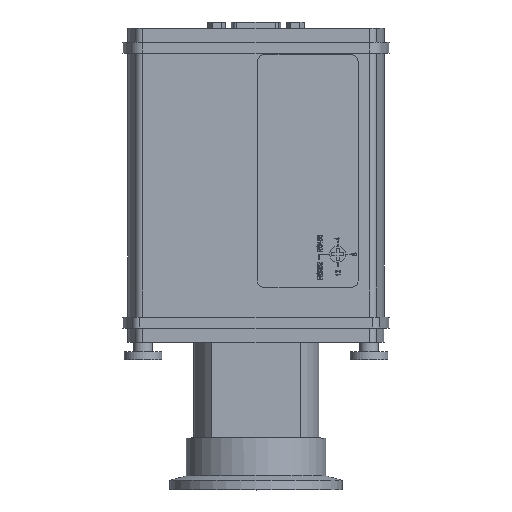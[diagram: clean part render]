
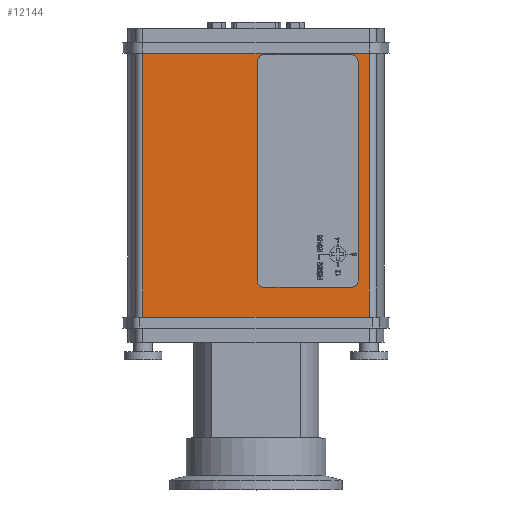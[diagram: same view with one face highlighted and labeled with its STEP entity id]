
A CAD part, top view. The second image highlights one B-rep face of the part: STEP entity #12144.
In plain terms, the highlighted planar face has unit normal (0, 0, 1).
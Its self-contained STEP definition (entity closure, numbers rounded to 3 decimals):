
#11574=CARTESIAN_POINT('',(-36.056,92.0,16.0));
#11575=VERTEX_POINT('',#11574);
#11583=CARTESIAN_POINT('',(36.056,92.0,16.0));
#11584=VERTEX_POINT('',#11583);
#11585=CARTESIAN_POINT('',(36.056,92.0,16.0));
#11586=DIRECTION('',(-1.0,0.0,0.0));
#11587=VECTOR('',#11586,72.111);
#11588=LINE('',#11585,#11587);
#11589=EDGE_CURVE('',#11584,#11575,#11588,.T.);
#11938=CARTESIAN_POINT('',(-36.056,8.,16.0));
#11939=VERTEX_POINT('',#11938);
#11946=CARTESIAN_POINT('',(-36.056,8.,16.0));
#11947=DIRECTION('',(0.0,1.0,0.0));
#11948=VECTOR('',#11947,84.0);
#11949=LINE('',#11946,#11948);
#11950=EDGE_CURVE('',#11939,#11575,#11949,.T.);
#12011=CARTESIAN_POINT('',(36.056,8.,16.0));
#12012=VERTEX_POINT('',#12011);
#12013=CARTESIAN_POINT('',(36.056,92.0,16.0));
#12014=DIRECTION('',(0.0,-1.0,0.0));
#12015=VECTOR('',#12014,84.0);
#12016=LINE('',#12013,#12015);
#12017=EDGE_CURVE('',#11584,#12012,#12016,.T.);
#12058=CARTESIAN_POINT('',(37.749,0.0,16.0));
#12059=DIRECTION('',(0.0,0.0,1.0));
#12060=DIRECTION('',(1.0,0.0,0.0));
#12061=AXIS2_PLACEMENT_3D('',#12058,#12059,#12060);
#12062=PLANE('',#12061);
#12063=ORIENTED_EDGE('',*,*,#11589,.T.);
#12064=ORIENTED_EDGE('',*,*,#11950,.F.);
#12065=CARTESIAN_POINT('',(-36.056,8.,16.0));
#12066=DIRECTION('',(1.0,0.0,0.0));
#12067=VECTOR('',#12066,72.111);
#12068=LINE('',#12065,#12067);
#12069=EDGE_CURVE('',#11939,#12012,#12068,.T.);
#12070=ORIENTED_EDGE('',*,*,#12069,.T.);
#12071=ORIENTED_EDGE('',*,*,#12017,.F.);
#12072=EDGE_LOOP('',(#12063,#12064,#12070,#12071));
#12073=FACE_OUTER_BOUND('',#12072,.T.);
#12074=CARTESIAN_POINT('',(2.5,91.5,16.0));
#12075=VERTEX_POINT('',#12074);
#12076=CARTESIAN_POINT('',(30.5,91.5,16.0));
#12077=VERTEX_POINT('',#12076);
#12078=CARTESIAN_POINT('',(2.5,91.5,16.0));
#12079=DIRECTION('',(1.0,0.0,0.0));
#12080=VECTOR('',#12079,28.);
#12081=LINE('',#12078,#12080);
#12082=EDGE_CURVE('',#12075,#12077,#12081,.T.);
#12083=ORIENTED_EDGE('',*,*,#12082,.T.);
#12084=CARTESIAN_POINT('',(32.5,89.5,16.0));
#12085=VERTEX_POINT('',#12084);
#12086=CARTESIAN_POINT('',(30.5,89.5,16.0));
#12087=DIRECTION('',(0.0,0.0,-1.0));
#12088=DIRECTION('',(-1.0,0.0,0.0));
#12089=AXIS2_PLACEMENT_3D('',#12086,#12087,#12088);
#12090=CIRCLE('',#12089,2.);
#12091=EDGE_CURVE('',#12077,#12085,#12090,.T.);
#12092=ORIENTED_EDGE('',*,*,#12091,.T.);
#12093=CARTESIAN_POINT('',(32.5,19.5,16.0));
#12094=VERTEX_POINT('',#12093);
#12095=CARTESIAN_POINT('',(32.5,89.5,16.0));
#12096=DIRECTION('',(0.0,-1.0,0.0));
#12097=VECTOR('',#12096,70.0);
#12098=LINE('',#12095,#12097);
#12099=EDGE_CURVE('',#12085,#12094,#12098,.T.);
#12100=ORIENTED_EDGE('',*,*,#12099,.T.);
#12101=CARTESIAN_POINT('',(30.5,17.5,16.0));
#12102=VERTEX_POINT('',#12101);
#12103=CARTESIAN_POINT('',(30.5,19.5,16.0));
#12104=DIRECTION('',(0.0,0.0,-1.0));
#12105=DIRECTION('',(0.0,1.0,0.0));
#12106=AXIS2_PLACEMENT_3D('',#12103,#12104,#12105);
#12107=CIRCLE('',#12106,2.);
#12108=EDGE_CURVE('',#12094,#12102,#12107,.T.);
#12109=ORIENTED_EDGE('',*,*,#12108,.T.);
#12110=CARTESIAN_POINT('',(2.5,17.5,16.0));
#12111=VERTEX_POINT('',#12110);
#12112=CARTESIAN_POINT('',(30.5,17.5,16.0));
#12113=DIRECTION('',(-1.0,0.0,0.0));
#12114=VECTOR('',#12113,28.);
#12115=LINE('',#12112,#12114);
#12116=EDGE_CURVE('',#12102,#12111,#12115,.T.);
#12117=ORIENTED_EDGE('',*,*,#12116,.T.);
#12118=CARTESIAN_POINT('',(0.5,19.5,16.0));
#12119=VERTEX_POINT('',#12118);
#12120=CARTESIAN_POINT('',(2.5,19.5,16.0));
#12121=DIRECTION('',(0.0,0.0,-1.0));
#12122=DIRECTION('',(1.0,0.0,0.0));
#12123=AXIS2_PLACEMENT_3D('',#12120,#12121,#12122);
#12124=CIRCLE('',#12123,2.);
#12125=EDGE_CURVE('',#12111,#12119,#12124,.T.);
#12126=ORIENTED_EDGE('',*,*,#12125,.T.);
#12127=CARTESIAN_POINT('',(0.5,89.5,16.0));
#12128=VERTEX_POINT('',#12127);
#12129=CARTESIAN_POINT('',(0.5,19.5,16.0));
#12130=DIRECTION('',(0.0,1.0,0.0));
#12131=VECTOR('',#12130,70.0);
#12132=LINE('',#12129,#12131);
#12133=EDGE_CURVE('',#12119,#12128,#12132,.T.);
#12134=ORIENTED_EDGE('',*,*,#12133,.T.);
#12135=CARTESIAN_POINT('',(2.5,89.5,16.0));
#12136=DIRECTION('',(0.0,0.0,-1.0));
#12137=DIRECTION('',(0.0,-1.0,0.0));
#12138=AXIS2_PLACEMENT_3D('',#12135,#12136,#12137);
#12139=CIRCLE('',#12138,2.);
#12140=EDGE_CURVE('',#12128,#12075,#12139,.T.);
#12141=ORIENTED_EDGE('',*,*,#12140,.T.);
#12142=EDGE_LOOP('',(#12083,#12092,#12100,#12109,#12117,#12126,#12134,#12141));
#12143=FACE_BOUND('',#12142,.T.);
#12144=ADVANCED_FACE('',(#12073,#12143),#12062,.T.);
